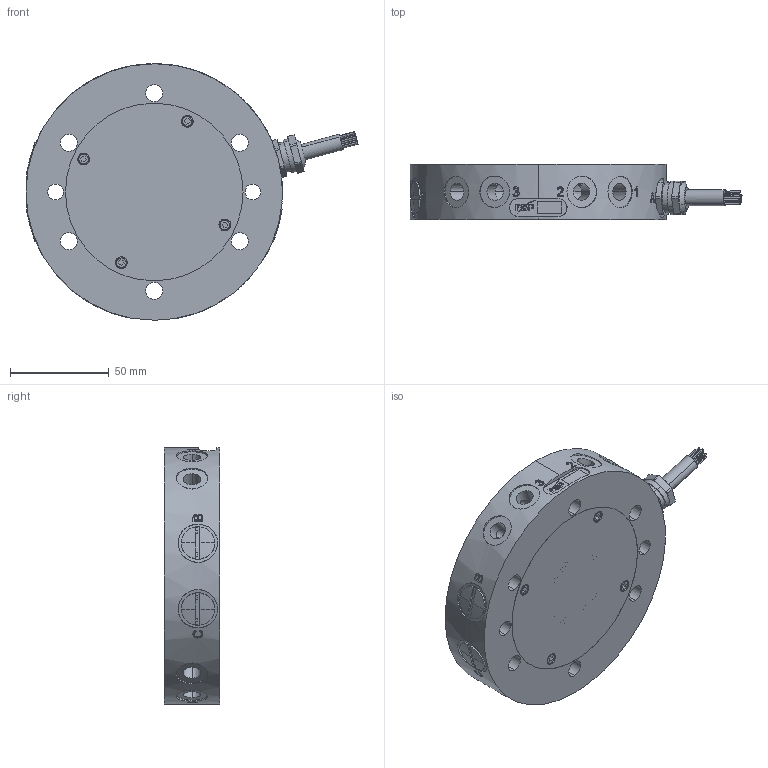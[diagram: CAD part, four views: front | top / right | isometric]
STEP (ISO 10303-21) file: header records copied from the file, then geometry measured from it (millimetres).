
FILE_DESCRIPTION (( 'STEP AP203' ), '1' );
FILE_NAME ('P0409.STEP', '2018-11-28T08:51:59', ( '' ), ( '' ), 'SwSTEP 2.0', 'SolidWorks 2017', '' );
FILE_SCHEMA (( 'CONFIG_CONTROL_DESIGN' ));
Length unit declared in the file: millimetre
Products named in the file (1): P0409
Bounding box: 168.25 x 28 x 130 mm (x, y, z)
Volume: 258462.5 mm3; surface area: 91012.6 mm2
Topology: 18 solids, 18 shells, 1752 faces, 4375 edges, 2863 vertices
Faces by surface type: plane 742, cylinder 590, bspline 320, cone 55, torus 33, sphere 12
Entity records: 69847 total; most frequent: CARTESIAN_POINT 29080, ORIENTED_EDGE 8686, DIRECTION 7720, EDGE_CURVE 4343, VERTEX_POINT 2855, AXIS2_PLACEMENT_3D 2691, LINE 2338, VECTOR 2338
